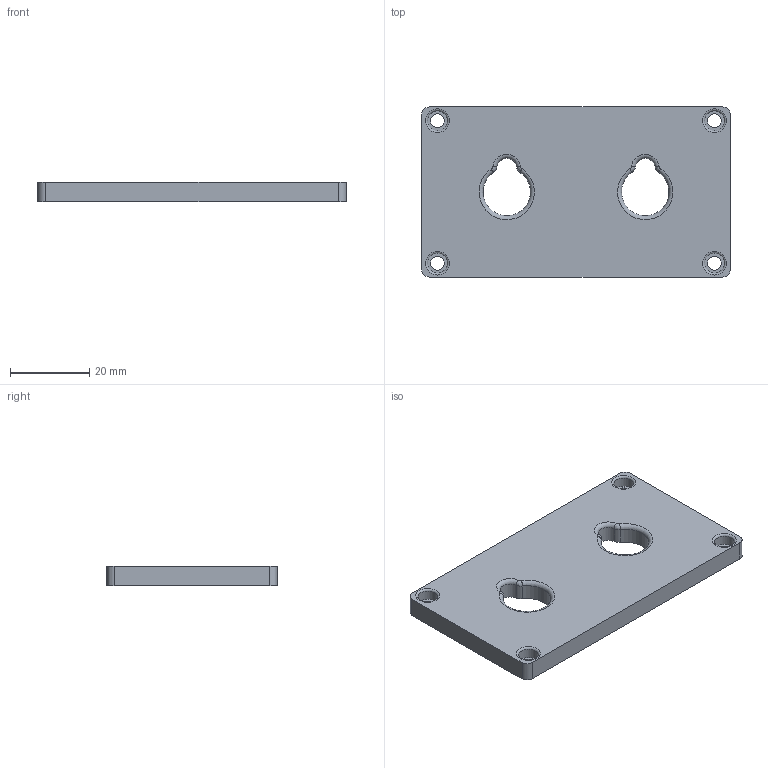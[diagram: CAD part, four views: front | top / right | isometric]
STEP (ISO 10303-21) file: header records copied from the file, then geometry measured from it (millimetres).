
FILE_DESCRIPTION(/* description */ (''),/* implementation_level */ '2;1');
FILE_NAME(/* name */ 'top.step',/* time_stamp */ '2020-12-18T16:44:37+06:00',/* author */ (''),/* organization */ (''),/* preprocessor_version */ 'ST-DEVELOPER v18.1',/* originating_system */ 'Autodesk Translation Framework v9.7.1.1290',/* authorisation */ '');
FILE_SCHEMA (('AUTOMOTIVE_DESIGN { 1 0 10303 214 3 1 1 }'));
Length unit declared in the file: millimetre
Products named in the file (1): top
Bounding box: 77.99 x 43 x 5 mm (x, y, z)
Volume: 15175.3 mm3; surface area: 7959.7 mm2
Topology: 1 solids, 1 shells, 42 faces, 96 edges, 60 vertices
Faces by surface type: cylinder 20, plane 10, torus 8, bspline 4
Full cylindrical faces by diameter (mm): 3.5 x4, 5 x4
Entity records: 1288 total; most frequent: DIRECTION 238, CARTESIAN_POINT 231, ORIENTED_EDGE 192, AXIS2_PLACEMENT_3D 103, EDGE_CURVE 96, CIRCLE 64, VERTEX_POINT 60, EDGE_LOOP 58
